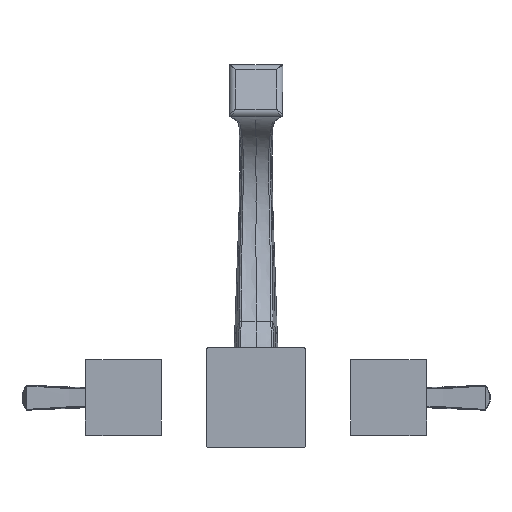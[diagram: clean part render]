
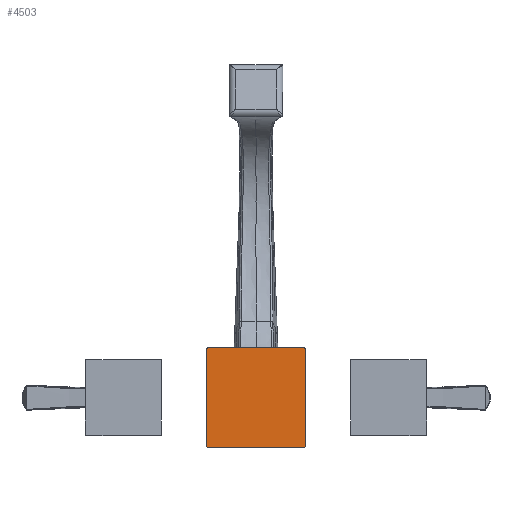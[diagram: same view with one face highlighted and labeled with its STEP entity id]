
A CAD part, front view. The second image highlights one B-rep face of the part: STEP entity #4503.
In plain terms, the highlighted planar face has unit normal (0, -1, 0).
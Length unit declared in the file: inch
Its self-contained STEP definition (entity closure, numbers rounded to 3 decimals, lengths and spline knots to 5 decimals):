
#2=CARTESIAN_POINT('',(1.43914,0.,-1.434));
#3=DIRECTION('',(0.,-1.,0.));
#4=DIRECTION('',(0.,0.,-1.));
#5=AXIS2_PLACEMENT_3D('',#2,#3,#4);
#7=DIRECTION('',(0.,0.,1.));
#8=VECTOR('',#7,2.88);
#9=CARTESIAN_POINT('',(1.49914,0.,-1.434));
#10=LINE('',#9,#8);
#19=CARTESIAN_POINT('',(1.43914,0.,1.446));
#20=DIRECTION('',(0.,-1.,0.));
#21=DIRECTION('',(1.,0.,0.));
#22=AXIS2_PLACEMENT_3D('',#19,#20,#21);
#24=DIRECTION('',(-1.,0.,0.));
#25=VECTOR('',#24,2.87828);
#26=CARTESIAN_POINT('',(1.43914,0.,1.506));
#27=LINE('',#26,#25);
#36=CARTESIAN_POINT('',(-1.43914,0.,1.446));
#37=DIRECTION('',(0.,-1.,0.));
#38=DIRECTION('',(0.,0.,1.));
#39=AXIS2_PLACEMENT_3D('',#36,#37,#38);
#41=DIRECTION('',(0.,0.,-1.));
#42=VECTOR('',#41,2.88);
#43=CARTESIAN_POINT('',(-1.49914,0.,1.446));
#44=LINE('',#43,#42);
#53=CARTESIAN_POINT('',(-1.43914,0.,-1.434));
#54=DIRECTION('',(0.,-1.,0.));
#55=DIRECTION('',(-1.,0.,0.));
#56=AXIS2_PLACEMENT_3D('',#53,#54,#55);
#58=DIRECTION('',(1.,0.,0.));
#59=VECTOR('',#58,2.87828);
#60=CARTESIAN_POINT('',(-1.43914,0.,-1.494));
#61=LINE('',#60,#59);
#4346=CARTESIAN_POINT('',(1.43914,0.,-1.494));
#4347=CARTESIAN_POINT('',(1.49914,0.,-1.434));
#4348=VERTEX_POINT('',#4346);
#4349=VERTEX_POINT('',#4347);
#4350=CARTESIAN_POINT('',(-1.43914,0.,-1.494));
#4351=VERTEX_POINT('',#4350);
#4352=CARTESIAN_POINT('',(-1.49914,0.,-1.434));
#4353=VERTEX_POINT('',#4352);
#4354=CARTESIAN_POINT('',(-1.49914,0.,1.446));
#4355=VERTEX_POINT('',#4354);
#4356=CARTESIAN_POINT('',(-1.43914,0.,1.506));
#4357=VERTEX_POINT('',#4356);
#4358=CARTESIAN_POINT('',(1.43914,0.,1.506));
#4359=VERTEX_POINT('',#4358);
#4360=CARTESIAN_POINT('',(1.49914,0.,1.446));
#4361=VERTEX_POINT('',#4360);
#4480=CARTESIAN_POINT('',(0.,0.,0.));
#4481=DIRECTION('',(0.,-1.,0.));
#4482=DIRECTION('',(0.,0.,1.));
#4483=AXIS2_PLACEMENT_3D('',#4480,#4481,#4482);
#4484=PLANE('',#4483);
#4486=ORIENTED_EDGE('',*,*,#4485,.F.);
#4488=ORIENTED_EDGE('',*,*,#4487,.F.);
#4490=ORIENTED_EDGE('',*,*,#4489,.F.);
#4492=ORIENTED_EDGE('',*,*,#4491,.F.);
#4494=ORIENTED_EDGE('',*,*,#4493,.F.);
#4496=ORIENTED_EDGE('',*,*,#4495,.F.);
#4498=ORIENTED_EDGE('',*,*,#4497,.F.);
#4500=ORIENTED_EDGE('',*,*,#4499,.F.);
#4501=EDGE_LOOP('',(#4486,#4488,#4490,#4492,#4494,#4496,#4498,#4500));
#4502=FACE_OUTER_BOUND('',#4501,.F.);
#4503=ADVANCED_FACE('',(#4502),#4484,.T.);
#6=CIRCLE('',#5,0.06);
#23=CIRCLE('',#22,0.06);
#40=CIRCLE('',#39,0.06);
#57=CIRCLE('',#56,0.06);
#4485=EDGE_CURVE('',#4348,#4349,#6,.T.);
#4487=EDGE_CURVE('',#4351,#4348,#61,.T.);
#4489=EDGE_CURVE('',#4353,#4351,#57,.T.);
#4491=EDGE_CURVE('',#4355,#4353,#44,.T.);
#4493=EDGE_CURVE('',#4357,#4355,#40,.T.);
#4495=EDGE_CURVE('',#4359,#4357,#27,.T.);
#4497=EDGE_CURVE('',#4361,#4359,#23,.T.);
#4499=EDGE_CURVE('',#4349,#4361,#10,.T.);
